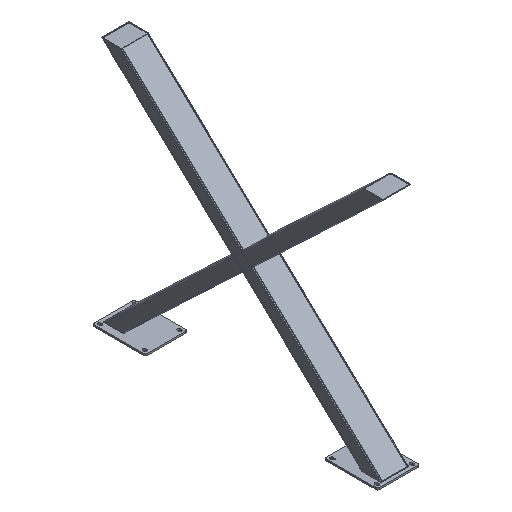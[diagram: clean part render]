
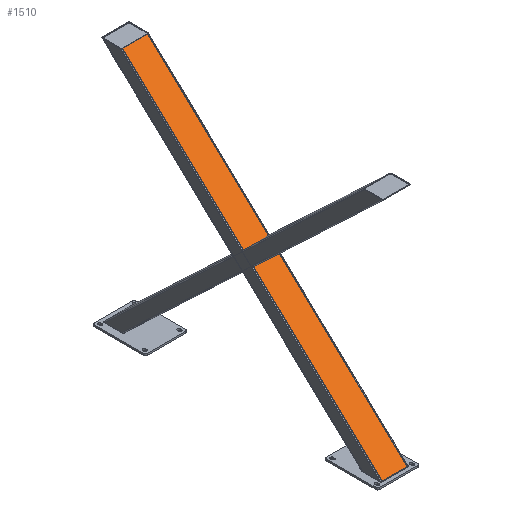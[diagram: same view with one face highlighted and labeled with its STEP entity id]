
A CAD part, isometric view. The second image highlights one B-rep face of the part: STEP entity #1510.
In plain terms, the highlighted face is planar.
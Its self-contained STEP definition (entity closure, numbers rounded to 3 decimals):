
#98=PLANE('',#1691);
#162=FACE_OUTER_BOUND('',#252,.T.);
#252=EDGE_LOOP('',(#1212,#1213,#1214,#1215));
#372=LINE('',#2458,#516);
#373=LINE('',#2461,#517);
#374=LINE('',#2463,#518);
#375=LINE('',#2464,#519);
#516=VECTOR('',#1981,10.);
#517=VECTOR('',#1984,10.);
#518=VECTOR('',#1985,10.);
#519=VECTOR('',#1986,10.);
#732=VERTEX_POINT('',#2454);
#733=VERTEX_POINT('',#2456);
#734=VERTEX_POINT('',#2460);
#735=VERTEX_POINT('',#2462);
#912=EDGE_CURVE('',#732,#733,#372,.T.);
#913=EDGE_CURVE('',#734,#732,#373,.T.);
#914=EDGE_CURVE('',#735,#733,#374,.T.);
#915=EDGE_CURVE('',#734,#735,#375,.T.);
#1212=ORIENTED_EDGE('',*,*,#913,.T.);
#1213=ORIENTED_EDGE('',*,*,#912,.T.);
#1214=ORIENTED_EDGE('',*,*,#914,.F.);
#1215=ORIENTED_EDGE('',*,*,#915,.F.);
#1510=ADVANCED_FACE('',(#162),#98,.T.);
#1691=AXIS2_PLACEMENT_3D('',#2459,#1982,#1983);
#1981=DIRECTION('',(0.,-0.727,0.686));
#1982=DIRECTION('center_axis',(0.,0.686,
0.727));
#1983=DIRECTION('ref_axis',(-1.,0.,0.));
#1984=DIRECTION('',(-1.,0.,0.));
#1985=DIRECTION('',(-1.,0.,0.));
#1986=DIRECTION('',(0.,-0.727,0.686));
#2454=CARTESIAN_POINT('',(-36.,66.,0.));
#2456=CARTESIAN_POINT('',(-36.,-681.02,705.));
#2458=CARTESIAN_POINT('',(-36.,66.,0.));
#2459=CARTESIAN_POINT('Origin',(36.,66.,0.));
#2460=CARTESIAN_POINT('',(36.,66.,0.));
#2461=CARTESIAN_POINT('',(36.,66.,0.));
#2462=CARTESIAN_POINT('',(36.,-681.02,705.));
#2463=CARTESIAN_POINT('',(36.,-681.02,705.));
#2464=CARTESIAN_POINT('',(36.,66.,0.));
